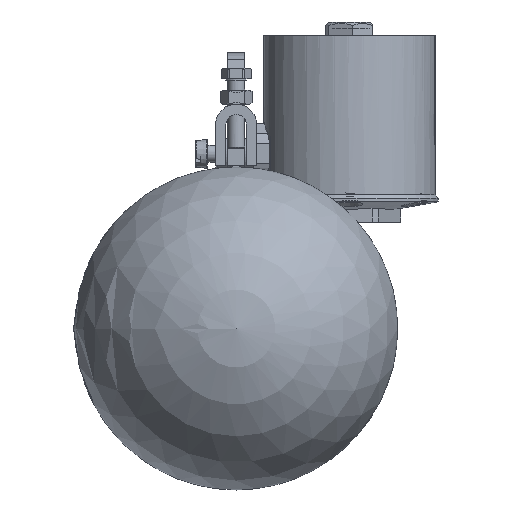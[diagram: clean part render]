
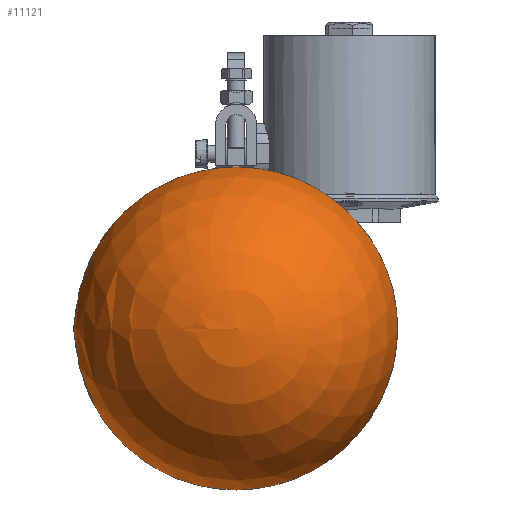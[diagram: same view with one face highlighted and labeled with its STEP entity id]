
A CAD part, left-side view. The second image highlights one B-rep face of the part: STEP entity #11121.
In plain terms, the highlighted spherical face has radius 47.5 mm.
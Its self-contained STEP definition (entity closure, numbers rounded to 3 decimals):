
#22=SPHERICAL_SURFACE('',#11824,47.5);
#11121=ADVANCED_FACE('',(),#22,.T.);
#11824=AXIS2_PLACEMENT_3D('',#16270,#13114,#13115);
#13114=DIRECTION('center_axis',(1.,0.,0.));
#13115=DIRECTION('ref_axis',(0.,1.,0.));
#16270=CARTESIAN_POINT('Origin',(-347.415,49.488,-73.511));
